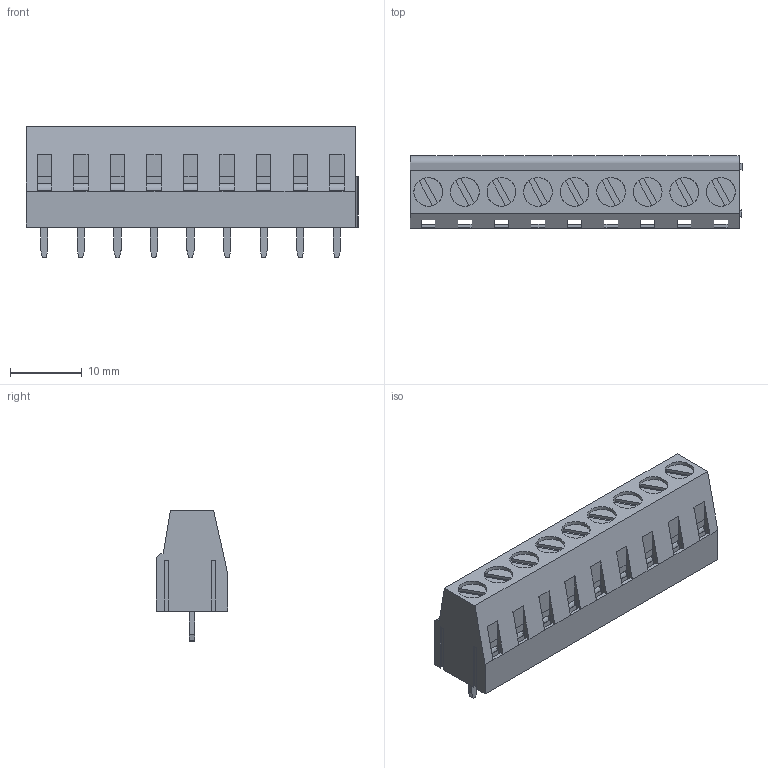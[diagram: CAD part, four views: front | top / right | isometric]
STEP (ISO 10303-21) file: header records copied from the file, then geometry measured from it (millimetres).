
FILE_DESCRIPTION(/* description */ (''),/* implementation_level */ '2;1');
FILE_NAME(/* name */ '9er Terminal Block.step',/* time_stamp */ '2021-04-20T22:04:57+02:00',/* author */ (''),/* organization */ (''),/* preprocessor_version */ 'ST-DEVELOPER v18.1',/* originating_system */ 'Autodesk Translation Framework v10.6.0.1341',/* authorisation */ '');
FILE_SCHEMA (('AUTOMOTIVE_DESIGN { 1 0 10303 214 3 1 1 }'));
Products named in the file (64): Terminal Block; 9er Terminalblock_2; Pin (1) (16) (1); Tornillo (1) (16) (1); Cubo interno (1) (16) (1); Pin (1) (1) (15) (1); Tornillo (1) (1) (15) (1); Cubo interno (1) (1) (15) (1); 7er Terminalblock_2 (1) (1); Pin (1) (14) (1) (1); Tornillo (1) (14) (1) (1); Cubo interno (1) (14) (1) (1); Pin (1) (1) (13) (1) (1); Tornillo (1) (1) (13) (1) (1); Cubo interno (1) (1) (13) (1) (1); 6er Terminalblock_2 (1) (1) (1); Pin (1) (19) (1) (1) (1) (1) (1) (1) (1); Tornillo (1) (19) (1) (1) (1) (1) (1) (1) (1); Cubo interno (1) (19) (1) (1) (1) (1) (1) (1) (1); Pin (1) (1) (18) (1) (1) (1) (1) (1) (1) (1); Tornillo (1) (1) (18) (1) (1) (1) (1) (1) (1) (1); Cubo interno (1) (1) (18) (1) (1) (1) (1) (1) (1) (1); 1er Terminalblock (7) (1) (1) (1) (1) (1) (1) (1); Pin (1) (11) (1) (1) (1) (1) (1) (1) (1); Tornillo (1) (11) (1) (1) (1) (1) (1) (1) (1); Cubo interno (1) (11) (1) (1) (1) (1) (1) (1) (1); Pin (1) (1) (10) (1) (1) (1) (1) (1) (1) (1); Tornillo (1) (1) (10) (1) (1) (1) (1) (1) (1) (1); Cubo interno (1) (1) (10) (1) (1) (1) (1) (1) (1) (1); 1er Terminalblock (13) (1) (1) (1) (1) (1) (1); Pin (1) (17) (1) (1) (1) (1) (1) (1); Tornillo (1) (17) (1) (1) (1) (1) (1) (1); Cubo interno (1) (17) (1) (1) (1) (1) (1) (1); Pin (1) (1) (16) (1) (1) (1) (1) (1) (1); Tornillo (1) (1) (16) (1) (1) (1) (1) (1) (1); Cubo interno (1) (1) (16) (1) (1) (1) (1) (1) (1); 1er Terminalblock (14) (1) (1) (1) (1) (1); Pin (1) (18) (1) (1) (1) (1) (1); Tornillo (1) (18) (1) (1) (1) (1) (1); Cubo interno (1) (18) (1) (1) (1) (1) (1) ...
Assembly tree (63 placements, depth 6):
  Terminal Block
    9er Terminalblock_2
      Pin (1) (16) (1)
      Tornillo (1) (16) (1)
      Cubo interno (1) (16) (1)
      Pin (1) (1) (15) (1)
      Tornillo (1) (1) (15) (1)
      Cubo interno (1) (1) (15) (1)
      7er Terminalblock_2 (1) (1)
        Pin (1) (14) (1) (1)
        Tornillo (1) (14) (1) (1)
        Cubo interno (1) (14) (1) (1)
        Pin (1) (1) (13) (1) (1)
        Tornillo (1) (1) (13) (1) (1)
        Cubo interno (1) (1) (13) (1) (1)
        6er Terminalblock_2 (1) (1) (1)
          Pin (1) (19) (1) (1) (1) (1) (1) (1) (1)
          Tornillo (1) (19) (1) (1) (1) (1) (1) (1) (1)
          Cubo interno (1) (19) (1) (1) (1) (1) (1) (1) (1)
          Pin (1) (1) (18) (1) (1) (1) (1) (1) (1) (1)
          Tornillo (1) (1) (18) (1) (1) (1) (1) (1) (1) (1)
          Cubo interno (1) (1) (18) (1) (1) (1) (1) (1) (1) (1)
          1er Terminalblock (7) (1) (1) (1) (1) (1) (1) (1)
            Pin (1) (11) (1) (1) (1) (1) (1) (1) (1)
            Tornillo (1) (11) (1) (1) (1) (1) (1) (1) (1)
            Cubo interno (1) (11) (1) (1) (1) (1) (1) (1) (1)
            Pin (1) (1) (10) (1) (1) (1) (1) (1) (1) (1)
            Tornillo (1) (1) (10) (1) (1) (1) (1) (1) (1) (1)
            Cubo interno (1) (1) (10) (1) (1) (1) (1) (1) (1) (1)
          1er Terminalblock (13) (1) (1) (1) (1) (1) (1)
            Pin (1) (17) (1) (1) (1) (1) (1) (1)
            Tornillo (1) (17) (1) (1) (1) (1) (1) (1)
            Cubo interno (1) (17) (1) (1) (1) (1) (1) (1)
            Pin (1) (1) (16) (1) (1) (1) (1) (1) (1)
            Tornillo (1) (1) (16) (1) (1) (1) (1) (1) (1)
            Cubo interno (1) (1) (16) (1) (1) (1) (1) (1) (1)
          1er Terminalblock (14) (1) (1) (1) (1) (1)
            Pin (1) (18) (1) (1) (1) (1) (1)
            Tornillo (1) (18) (1) (1) (1) (1) (1)
            Cubo interno (1) (18) (1) (1) (1) (1) (1)
            Pin (1) (1) (17) (1) (1) (1) (1) (1)
            Tornillo (1) (1) (17) (1) (1) (1) (1) (1)
            Cubo interno (1) (1) (17) (1) (1) (1) (1) (1)
          1er Terminalblock (16) (1) (1) (1) (1)
            Pin (1) (20) (1) (1) (1) (1)
            Tornillo (1) (20) (1) (1) (1) (1)
            Cubo interno (1) (20) (1) (1) (1) (1)
            Pin (1) (1) (19) (1) (1) (1) (1)
            Tornillo (1) (1) (19) (1) (1) (1) (1)
            Cubo interno (1) (1) (19) (1) (1) (1) (1)
          1er Terminalblock (9) (1) (1) (1)
            Pin (1) (13) (1) (1) (1)
            Tornillo (1) (13) (1) (1) (1)
            Cubo interno (1) (13) (1) (1) (1)
            Pin (1) (1) (12) (1) (1) (1)
            Tornillo (1) (1) (12) (1) (1) (1)
            Cubo interno (1) (1) (12) (1) (1) (1)
      1er Terminalblock (11)
        Pin (1) (15)
        Tornillo (1) (15)
Bounding box: 46.12 x 10 x 18.25 mm (x, y, z)
Volume: 2790.9 mm3; surface area: 7760 mm2
Topology: 1 solids, 649 shells, 961 faces, 4065 edges, 3718 vertices
Faces by surface type: plane 699, cylinder 262
Full cylindrical faces by diameter (mm): 4 x9
Entity records: 59516 total; most frequent: CARTESIAN_POINT 23479, DIRECTION 6893, ORIENTED_EDGE 5034, EDGE_CURVE 4065, VERTEX_POINT 3718, LINE 2983, VECTOR 2983, AXIS2_PLACEMENT_3D 1955
